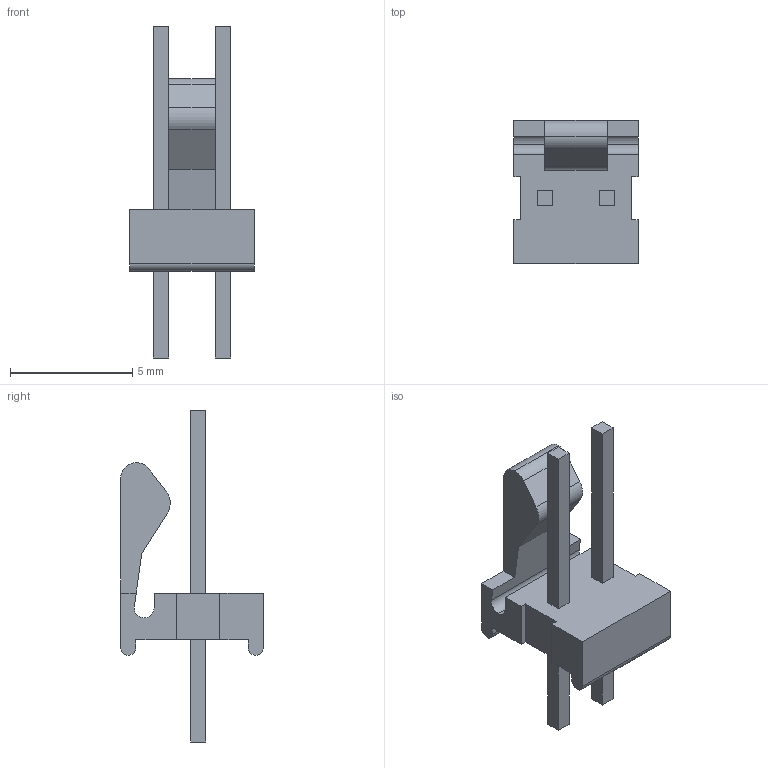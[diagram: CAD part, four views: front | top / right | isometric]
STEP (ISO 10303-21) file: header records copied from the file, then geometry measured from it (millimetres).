
FILE_DESCRIPTION(('STEP AP242'),'1');
FILE_NAME('3-641215-2.stp','2022-07-14T13:06:54',('TraceParts'),('TraceParts S.A.'),'Spatial InterOp 3D',' ',' ');
FILE_SCHEMA(('AP242_MANAGED_MODEL_BASED_3D_ENGINEERING_MIM_LF {1 0 10303 442 1 1 4}'));
Length unit declared in the file: millimetre
Products named in the file (1): 3-641215-2
Bounding box: 5.08 x 5.84 x 13.59 mm (x, y, z)
Volume: 81.1 mm3; surface area: 220.9 mm2
Topology: 1 solids, 1 shells, 53 faces, 141 edges, 94 vertices
Faces by surface type: plane 44, cylinder 9
Entity records: 1648 total; most frequent: CARTESIAN_POINT 289, ORIENTED_EDGE 282, DIRECTION 267, EDGE_CURVE 141, LINE 123, VECTOR 123, VERTEX_POINT 94, AXIS2_PLACEMENT_3D 72
